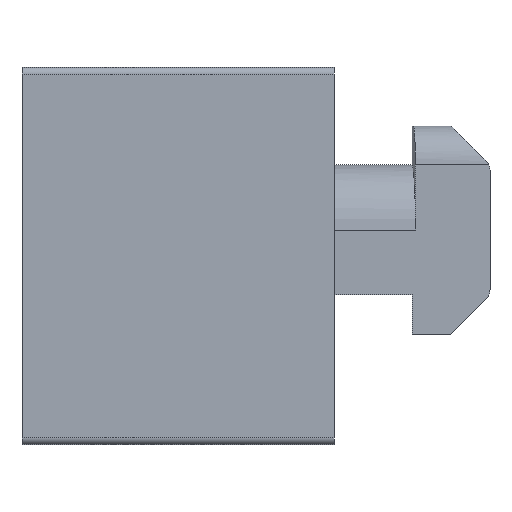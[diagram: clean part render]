
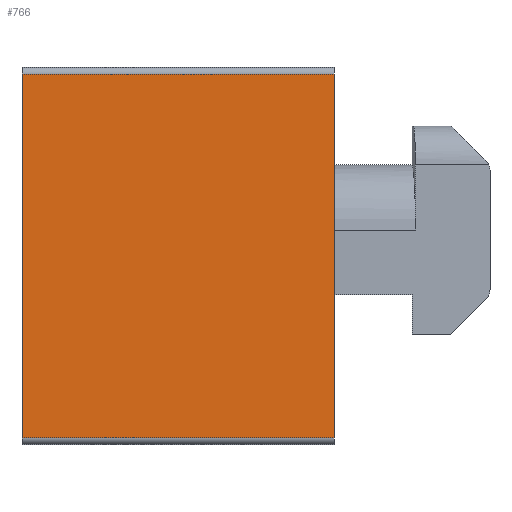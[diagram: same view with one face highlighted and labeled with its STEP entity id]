
A CAD part, left-side view. The second image highlights one B-rep face of the part: STEP entity #766.
In plain terms, the highlighted planar face has unit normal (-1, 0, 0).
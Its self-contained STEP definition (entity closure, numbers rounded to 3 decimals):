
#74=FACE_OUTER_BOUND('',#117,.T.);
#117=EDGE_LOOP('',(#551,#552,#553,#554));
#167=LINE('',#1155,#249);
#179=LINE('',#1190,#261);
#180=LINE('',#1191,#262);
#181=LINE('',#1192,#263);
#249=VECTOR('',#925,1000.);
#261=VECTOR('',#959,1000.);
#262=VECTOR('',#960,1000.);
#263=VECTOR('',#961,1000.);
#335=VERTEX_POINT('',#1152);
#336=VERTEX_POINT('',#1154);
#347=VERTEX_POINT('',#1188);
#348=VERTEX_POINT('',#1189);
#411=EDGE_CURVE('',#335,#336,#167,.T.);
#429=EDGE_CURVE('',#347,#348,#179,.T.);
#430=EDGE_CURVE('',#348,#336,#180,.T.);
#431=EDGE_CURVE('',#335,#347,#181,.T.);
#551=ORIENTED_EDGE('',*,*,#429,.T.);
#552=ORIENTED_EDGE('',*,*,#430,.T.);
#553=ORIENTED_EDGE('',*,*,#411,.F.);
#554=ORIENTED_EDGE('',*,*,#431,.T.);
#734=PLANE('',#840);
#766=ADVANCED_FACE('',(#74),#734,.F.);
#840=AXIS2_PLACEMENT_3D('',#1187,#957,#958);
#925=DIRECTION('',(0.,0.,-1.));
#957=DIRECTION('center_axis',(1.,0.,0.));
#958=DIRECTION('ref_axis',(0.,1.,0.));
#959=DIRECTION('',(0.,0.,-1.));
#960=DIRECTION('',(0.,-1.,0.));
#961=DIRECTION('',(0.,1.,0.));
#1152=CARTESIAN_POINT('',(0.,0.,28.5));
#1154=CARTESIAN_POINT('',(0.,0.,0.5));
#1155=CARTESIAN_POINT('',(0.,0.,29.));
#1187=CARTESIAN_POINT('Origin',(0.,0.,29.));
#1188=CARTESIAN_POINT('',(0.,24.,28.5));
#1189=CARTESIAN_POINT('',(0.,24.,0.5));
#1190=CARTESIAN_POINT('',(0.,24.,29.));
#1191=CARTESIAN_POINT('',(0.,0.,0.5));
#1192=CARTESIAN_POINT('',(0.,0.,28.5));
